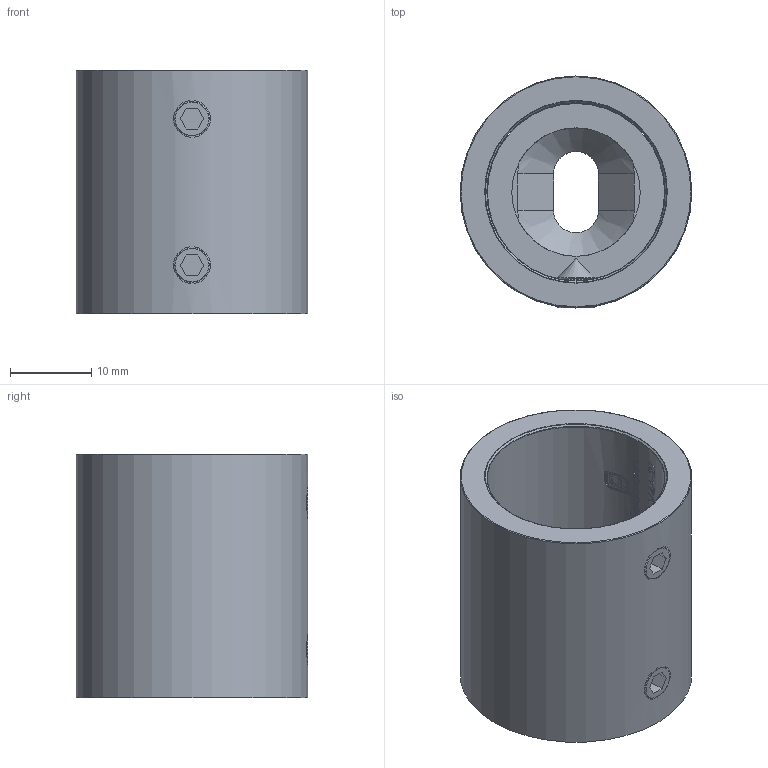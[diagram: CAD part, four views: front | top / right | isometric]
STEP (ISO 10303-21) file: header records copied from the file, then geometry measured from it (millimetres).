
FILE_DESCRIPTION (( 'STEP AP203' ), '1' );
FILE_NAME ('54180-V4A-21.step', '2021-11-11T12:51:39', ( '' ), ( '' ), 'SwSTEP 2.0', 'SolidWorks 2018', '' );
FILE_SCHEMA (( 'CONFIG_CONTROL_DESIGN' ));
Length unit declared in the file: millimetre
Products named in the file (8): socket set screw cone point_din; 54180-V4A-21; 54180-240-XX Teil1_54180-V4A-21 Teil1; 54180-240-XX Teil2; socket set screw cone point_din_DIN 914 - M5 x 6-S; 54180-240-XX Teil2_54180-V4A-21 Teil2; 54180-240-XX Teil1
Assembly tree (4 placements, depth 2):
  socket set screw cone point_din
  54180-V4A-21
    54180-240-XX Teil1_54180-V4A-21 Teil1
    54180-240-XX Teil2_54180-V4A-21 Teil2
    socket set screw cone point_din_DIN 914 - M5 x 6-S  x2
  socket set screw cone point_din
  54180-240-XX Teil2
  54180-240-XX Teil1
Bounding box: 28.5 x 28.5 x 30 mm (x, y, z)
Volume: 9741.3 mm3; surface area: 7443 mm2
Topology: 4 solids, 4 shells, 379 faces, 968 edges, 632 vertices
Faces by surface type: plane 185, bspline 108, cylinder 51, cone 32, torus 3
Full cylindrical faces by diameter (mm): 4.2 x2, 5 x10, 15.8 x1, 17.2 x1, 19.8 x1, 21.8 x2, 21.9 x1, 28.5 x1
Entity records: 15497 total; most frequent: CARTESIAN_POINT 7012, ORIENTED_EDGE 1736, DIRECTION 1282, EDGE_CURVE 868, VERTEX_POINT 590, LINE 432, VECTOR 432, EDGE_LOOP 426
